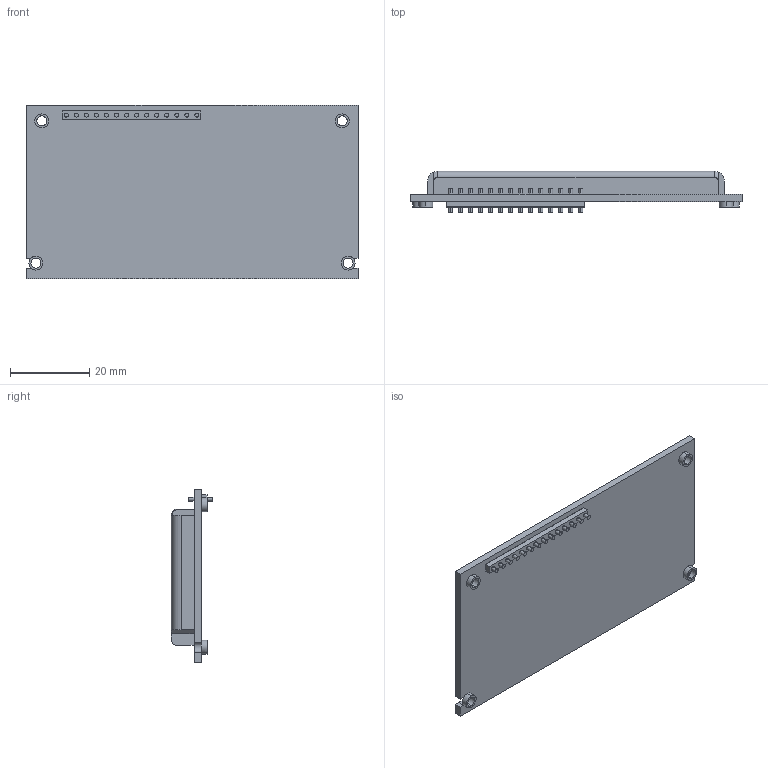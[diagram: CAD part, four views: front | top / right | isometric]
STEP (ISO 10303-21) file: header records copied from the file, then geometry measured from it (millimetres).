
FILE_DESCRIPTION (( 'STEP AP214' ), '1' );
FILE_NAME ('LM016L.STEP', '2020-03-23T03:50:03', ( '' ), ( '' ), 'SwSTEP 2.0', 'SolidWorks 2017', '' );
FILE_SCHEMA (( 'AUTOMOTIVE_DESIGN' ));
Length unit declared in the file: millimetre
Products named in the file (1): LM016L
Bounding box: 84 x 10.5 x 44 mm (x, y, z)
Volume: 20973 mm3; surface area: 17518 mm2
Topology: 22 solids, 22 shells, 329 faces, 734 edges, 486 vertices
Faces by surface type: cylinder 190, plane 137, torus 2
Entity records: 9679 total; most frequent: DIRECTION 1778, CARTESIAN_POINT 1584, ORIENTED_EDGE 1468, EDGE_CURVE 734, AXIS2_PLACEMENT_3D 718, VERTEX_POINT 486, EDGE_LOOP 434, CIRCLE 388
